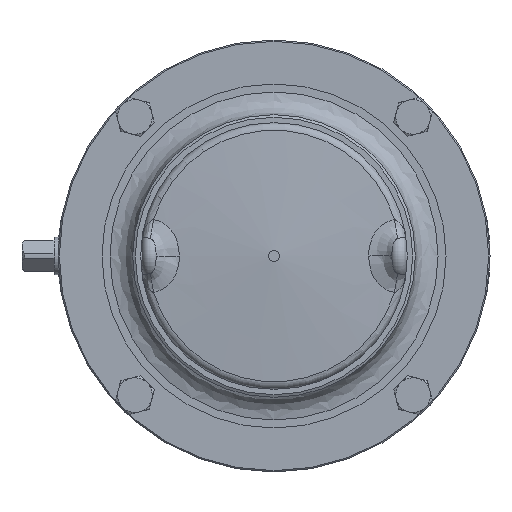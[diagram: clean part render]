
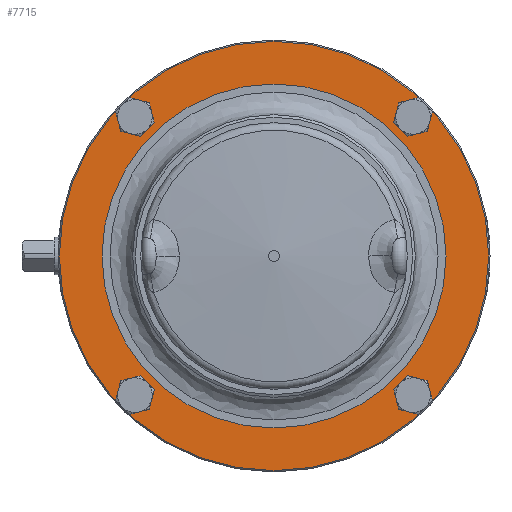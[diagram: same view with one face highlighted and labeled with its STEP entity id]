
A CAD part, left-side view. The second image highlights one B-rep face of the part: STEP entity #7715.
In plain terms, the highlighted planar face has unit normal (-1, 0, 0).
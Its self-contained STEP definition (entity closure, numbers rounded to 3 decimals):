
#598=CARTESIAN_POINT('',(-16.,53.616,57.657));
#599=VERTEX_POINT('',#598);
#600=CARTESIAN_POINT('',(-16.,52.149,52.149));
#601=DIRECTION('',(1.,0.0,0.0));
#602=DIRECTION('',(0.0,0.257,0.966));
#603=AXIS2_PLACEMENT_3D('',#600,#601,#602);
#604=CIRCLE('',#603,5.7);
#605=EDGE_CURVE('',#599,#599,#604,.T.);
#1476=CARTESIAN_POINT('',(-16.,-57.657,53.616));
#1477=VERTEX_POINT('',#1476);
#1478=CARTESIAN_POINT('',(-16.,-52.149,52.149));
#1479=DIRECTION('',(1.,0.0,0.0));
#1480=DIRECTION('',(0.0,-0.966,0.257));
#1481=AXIS2_PLACEMENT_3D('',#1478,#1479,#1480);
#1482=CIRCLE('',#1481,5.7);
#1483=EDGE_CURVE('',#1477,#1477,#1482,.T.);
#2354=CARTESIAN_POINT('',(-16.,-53.616,-57.657));
#2355=VERTEX_POINT('',#2354);
#2356=CARTESIAN_POINT('',(-16.,-52.149,-52.149));
#2357=DIRECTION('',(1.,0.0,0.0));
#2358=DIRECTION('',(0.0,-0.257,-0.966));
#2359=AXIS2_PLACEMENT_3D('',#2356,#2357,#2358);
#2360=CIRCLE('',#2359,5.7);
#2361=EDGE_CURVE('',#2355,#2355,#2360,.T.);
#3232=CARTESIAN_POINT('',(-16.,57.657,-53.616));
#3233=VERTEX_POINT('',#3232);
#3234=CARTESIAN_POINT('',(-16.,52.149,-52.149));
#3235=DIRECTION('',(1.,0.0,0.0));
#3236=DIRECTION('',(0.0,0.966,-0.257));
#3237=AXIS2_PLACEMENT_3D('',#3234,#3235,#3236);
#3238=CIRCLE('',#3237,5.7);
#3239=EDGE_CURVE('',#3233,#3233,#3238,.T.);
#7661=CARTESIAN_POINT('',(-16.,-80.5,0.));
#7662=VERTEX_POINT('',#7661);
#7663=CARTESIAN_POINT('',(-16.,0.,0.));
#7664=DIRECTION('',(-1.0,0.0,0.0));
#7665=DIRECTION('',(0.0,-1.0,0.0));
#7666=AXIS2_PLACEMENT_3D('',#7663,#7664,#7665);
#7667=CIRCLE('',#7666,80.5);
#7668=EDGE_CURVE('',#7662,#7662,#7667,.T.);
#7684=CARTESIAN_POINT('',(-16.,-72.5,0.));
#7685=DIRECTION('',(-1.0,0.0,0.0));
#7686=DIRECTION('',(0.0,0.0,-1.0));
#7687=AXIS2_PLACEMENT_3D('',#7684,#7685,#7686);
#7688=PLANE('',#7687);
#7689=ORIENTED_EDGE('',*,*,#7668,.T.);
#7690=EDGE_LOOP('',(#7689));
#7691=FACE_OUTER_BOUND('',#7690,.T.);
#7692=ORIENTED_EDGE('',*,*,#605,.T.);
#7693=EDGE_LOOP('',(#7692));
#7694=FACE_BOUND('',#7693,.T.);
#7695=ORIENTED_EDGE('',*,*,#1483,.T.);
#7696=EDGE_LOOP('',(#7695));
#7697=FACE_BOUND('',#7696,.T.);
#7698=ORIENTED_EDGE('',*,*,#2361,.T.);
#7699=EDGE_LOOP('',(#7698));
#7700=FACE_BOUND('',#7699,.T.);
#7701=ORIENTED_EDGE('',*,*,#3239,.T.);
#7702=EDGE_LOOP('',(#7701));
#7703=FACE_BOUND('',#7702,.T.);
#7704=CARTESIAN_POINT('',(-16.,-64.5,0.));
#7705=VERTEX_POINT('',#7704);
#7706=CARTESIAN_POINT('',(-16.,0.,0.));
#7707=DIRECTION('',(-1.0,0.0,0.0));
#7708=DIRECTION('',(0.0,-1.0,0.0));
#7709=AXIS2_PLACEMENT_3D('',#7706,#7707,#7708);
#7710=CIRCLE('',#7709,64.5);
#7711=EDGE_CURVE('',#7705,#7705,#7710,.T.);
#7712=ORIENTED_EDGE('',*,*,#7711,.F.);
#7713=EDGE_LOOP('',(#7712));
#7714=FACE_BOUND('',#7713,.T.);
#7715=ADVANCED_FACE('',(#7691,#7694,#7697,#7700,#7703,#7714),#7688,.T.);
